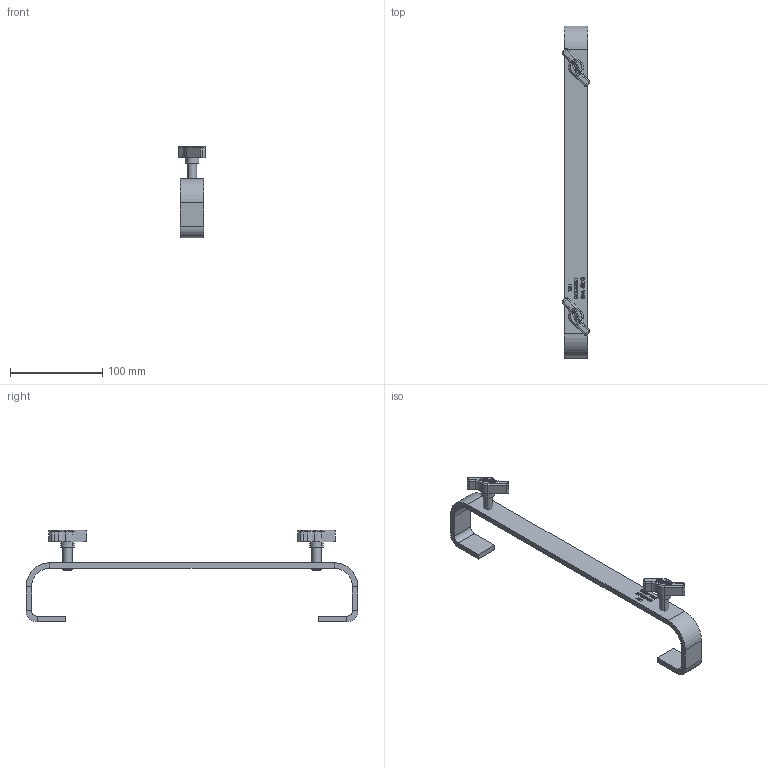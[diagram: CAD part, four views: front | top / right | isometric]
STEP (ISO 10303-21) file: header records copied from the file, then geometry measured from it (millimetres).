
FILE_DESCRIPTION (( 'STEP AP203' ), '1' );
FILE_NAME ('T20700.STEP', '2018-07-16T11:28:34', ( '' ), ( '' ), 'SwSTEP 2.0', 'SolidWorks 2016', '' );
FILE_SCHEMA (( 'CONFIG_CONTROL_DESIGN' ));
Length unit declared in the file: millimetre
Products named in the file (3): T20700; Doughty Knob_S0158; TH091_TH1434
Assembly tree (3 placements, depth 2):
  T20700
    TH091_TH1434
    Doughty Knob_S0158  x2
Bounding box: 30.14 x 360 x 99.3 mm (x, y, z)
Volume: 94559.2 mm3; surface area: 39287.1 mm2
Topology: 3 solids, 3 shells, 508 faces, 1301 edges, 846 vertices
Faces by surface type: plane 298, cylinder 92, bspline 78, cone 24, torus 16
Entity records: 16501 total; most frequent: CARTESIAN_POINT 7274, ORIENTED_EDGE 1968, DIRECTION 1584, EDGE_CURVE 984, VECTOR 692, LINE 692, VERTEX_POINT 640, AXIS2_PLACEMENT_3D 446
